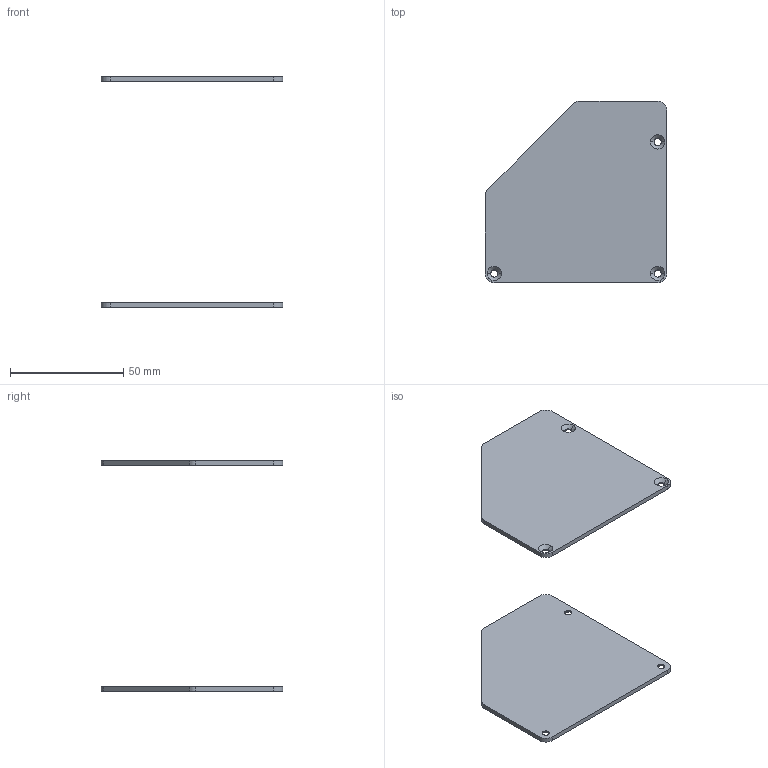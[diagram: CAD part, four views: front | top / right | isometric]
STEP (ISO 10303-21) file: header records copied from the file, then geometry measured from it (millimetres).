
FILE_DESCRIPTION (( 'STEP AP214' ), '1' );
FILE_NAME ('084.201.095.STEP', '2021-02-11T10:26:50', ( '' ), ( '' ), 'SwSTEP 2.0', 'SolidWorks 2018', '' );
FILE_SCHEMA (( 'AUTOMOTIVE_DESIGN' ));
Length unit declared in the file: millimetre
Products named in the file (3): 084.201.095A-L; 084.201.095; 084.201.095B-L
Assembly tree (2 placements, depth 2):
  084.201.095
    084.201.095A-L
    084.201.095B-L
Bounding box: 80 x 80 x 101.59 mm (x, y, z)
Volume: 22163.2 mm3; surface area: 23507.9 mm2
Topology: 2 solids, 2 shells, 48 faces, 120 edges, 76 vertices
Faces by surface type: cylinder 22, plane 14, cone 12
Entity records: 1578 total; most frequent: DIRECTION 282, CARTESIAN_POINT 249, ORIENTED_EDGE 240, EDGE_CURVE 120, AXIS2_PLACEMENT_3D 109, VERTEX_POINT 76, LINE 64, VECTOR 64
